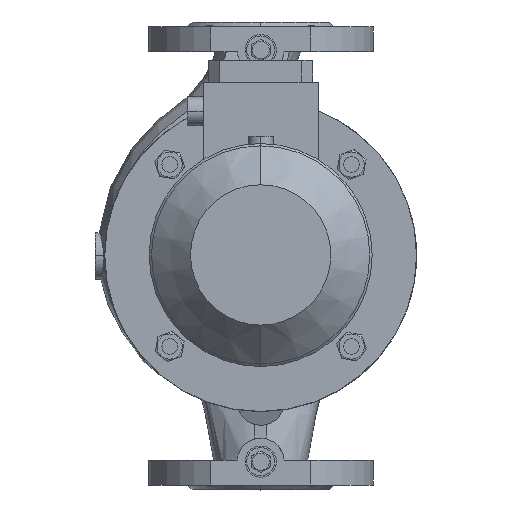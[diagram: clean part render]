
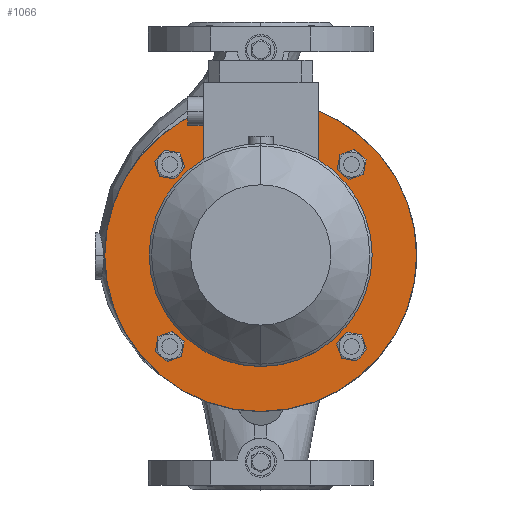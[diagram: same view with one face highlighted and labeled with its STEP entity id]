
A CAD part, top view. The second image highlights one B-rep face of the part: STEP entity #1066.
In plain terms, the highlighted planar face has unit normal (0, 0, 1).
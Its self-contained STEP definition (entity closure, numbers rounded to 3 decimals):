
#52 = CARTESIAN_POINT ( 'NONE',  ( -58.336, -58.336, 142. ) ) ;
#277 = DIRECTION ( 'NONE',  ( 0., 1., 0. ) ) ;
#1066 = ADVANCED_FACE ( 'NONE', ( #11004, #11385, #31157, #29189, #14545, #26414 ), #4808, .T. ) ;
#1186 = VERTEX_POINT ( 'NONE', #30429 ) ;
#1613 = EDGE_CURVE ( 'NONE', #30401, #27228, #8200, .T. ) ;
#1770 = CARTESIAN_POINT ( 'NONE',  ( 0., -70., 142. ) ) ;
#1820 = ORIENTED_EDGE ( 'NONE', *, *, #7847, .T. ) ;
#1974 = ORIENTED_EDGE ( 'NONE', *, *, #31153, .T. ) ;
#2172 = CARTESIAN_POINT ( 'NONE',  ( -58.336, -58.336, 142. ) ) ;
#2517 = CIRCLE ( 'NONE', #25838, 8.075 ) ;
#2543 = DIRECTION ( 'NONE',  ( 0., -1., 0. ) ) ;
#2613 = DIRECTION ( 'NONE',  ( 0., 0., -1. ) ) ;
#2693 = CARTESIAN_POINT ( 'NONE',  ( 0., 0., 142. ) ) ;
#3012 = AXIS2_PLACEMENT_3D ( 'NONE', #6610, #11567, #29263 ) ;
#3577 = CARTESIAN_POINT ( 'NONE',  ( -50.384, 56.934, 142. ) ) ;
#3819 = DIRECTION ( 'NONE',  ( 0., 0., -1. ) ) ;
#4808 = PLANE ( 'NONE',  #17513 ) ;
#4893 = CARTESIAN_POINT ( 'NONE',  ( 0., 0., 142. ) ) ;
#4989 = DIRECTION ( 'NONE',  ( 0., 1., 0. ) ) ;
#5096 = ORIENTED_EDGE ( 'NONE', *, *, #29060, .T. ) ;
#5218 = AXIS2_PLACEMENT_3D ( 'NONE', #30820, #15565, #23332 ) ;
#5390 = DIRECTION ( 'NONE',  ( 0., 0., -1. ) ) ;
#5550 = ORIENTED_EDGE ( 'NONE', *, *, #1613, .F. ) ;
#6333 = AXIS2_PLACEMENT_3D ( 'NONE', #24842, #9686, #27380 ) ;
#6342 = CARTESIAN_POINT ( 'NONE',  ( 58.336, -58.336, 142. ) ) ;
#6406 = EDGE_CURVE ( 'NONE', #21237, #23865, #11205, .T. ) ;
#6610 = CARTESIAN_POINT ( 'NONE',  ( 0., 0., 142. ) ) ;
#7220 = ORIENTED_EDGE ( 'NONE', *, *, #17551, .T. ) ;
#7377 = DIRECTION ( 'NONE',  ( 0., -1., 0. ) ) ;
#7461 = DIRECTION ( 'NONE',  ( 0., -1., 0. ) ) ;
#7681 = AXIS2_PLACEMENT_3D ( 'NONE', #17872, #5390, #2543 ) ;
#7847 = EDGE_CURVE ( 'NONE', #20389, #10727, #32491, .T. ) ;
#8200 = CIRCLE ( 'NONE', #15385, 100. ) ;
#8608 = VERTEX_POINT ( 'NONE', #30986 ) ;
#9253 = EDGE_LOOP ( 'NONE', ( #7220, #12102 ) ) ;
#9380 = EDGE_CURVE ( 'NONE', #8608, #16778, #26462, .T. ) ;
#9686 = DIRECTION ( 'NONE',  ( 0., 0., -1. ) ) ;
#10034 = ORIENTED_EDGE ( 'NONE', *, *, #11902, .T. ) ;
#10073 = EDGE_LOOP ( 'NONE', ( #15599, #5096 ) ) ;
#10615 = CARTESIAN_POINT ( 'NONE',  ( 50.384, -56.934, 142. ) ) ;
#10725 = EDGE_CURVE ( 'NONE', #1186, #26152, #20846, .T. ) ;
#10727 = VERTEX_POINT ( 'NONE', #10615 ) ;
#10838 = EDGE_LOOP ( 'NONE', ( #5550, #27367 ) ) ;
#10877 = ORIENTED_EDGE ( 'NONE', *, *, #18380, .T. ) ;
#11004 = FACE_BOUND ( 'NONE', #10073, .T. ) ;
#11043 = ORIENTED_EDGE ( 'NONE', *, *, #6406, .T. ) ;
#11205 = CIRCLE ( 'NONE', #3012, 70. ) ;
#11385 = FACE_BOUND ( 'NONE', #22273, .T. ) ;
#11567 = DIRECTION ( 'NONE',  ( 0., 0., -1. ) ) ;
#11577 = CIRCLE ( 'NONE', #6333, 8.075 ) ;
#11641 = CARTESIAN_POINT ( 'NONE',  ( -56.934, -50.384, 142. ) ) ;
#11872 = CARTESIAN_POINT ( 'NONE',  ( 66.289, -59.739, 142. ) ) ;
#11902 = EDGE_CURVE ( 'NONE', #23865, #21237, #31861, .T. ) ;
#11962 = VERTEX_POINT ( 'NONE', #18464 ) ;
#12044 = CARTESIAN_POINT ( 'NONE',  ( 0., 100., 142. ) ) ;
#12102 = ORIENTED_EDGE ( 'NONE', *, *, #9380, .T. ) ;
#13036 = DIRECTION ( 'NONE',  ( 0., 0., -1. ) ) ;
#14545 = FACE_BOUND ( 'NONE', #32444, .T. ) ;
#15385 = AXIS2_PLACEMENT_3D ( 'NONE', #4893, #25016, #4989 ) ;
#15461 = CIRCLE ( 'NONE', #28170, 8.075 ) ;
#15565 = DIRECTION ( 'NONE',  ( 0., 0., -1. ) ) ;
#15599 = ORIENTED_EDGE ( 'NONE', *, *, #10725, .T. ) ;
#16516 = DIRECTION ( 'NONE',  ( 0., -1., 0. ) ) ;
#16778 = VERTEX_POINT ( 'NONE', #3577 ) ;
#17436 = DIRECTION ( 'NONE',  ( 0., 0., -1. ) ) ;
#17513 = AXIS2_PLACEMENT_3D ( 'NONE', #30759, #18047, #17819 ) ;
#17551 = EDGE_CURVE ( 'NONE', #16778, #8608, #11577, .T. ) ;
#17819 = DIRECTION ( 'NONE',  ( 0., -1., 0. ) ) ;
#17872 = CARTESIAN_POINT ( 'NONE',  ( 58.336, -58.336, 142. ) ) ;
#18047 = DIRECTION ( 'NONE',  ( 0., 0., 1. ) ) ;
#18380 = EDGE_CURVE ( 'NONE', #11962, #30117, #15461, .T. ) ;
#18464 = CARTESIAN_POINT ( 'NONE',  ( -59.739, -66.289, 142. ) ) ;
#19441 = CIRCLE ( 'NONE', #27570, 8.075 ) ;
#20389 = VERTEX_POINT ( 'NONE', #11872 ) ;
#20574 = DIRECTION ( 'NONE',  ( 0., 0., -1. ) ) ;
#20846 = CIRCLE ( 'NONE', #5218, 8.075 ) ;
#21237 = VERTEX_POINT ( 'NONE', #30374 ) ;
#21743 = CARTESIAN_POINT ( 'NONE',  ( 59.739, 66.289, 142. ) ) ;
#22273 = EDGE_LOOP ( 'NONE', ( #23259, #1820 ) ) ;
#22762 = DIRECTION ( 'NONE',  ( 0., 0., -1. ) ) ;
#22978 = EDGE_LOOP ( 'NONE', ( #1974, #10877 ) ) ;
#23259 = ORIENTED_EDGE ( 'NONE', *, *, #28237, .T. ) ;
#23332 = DIRECTION ( 'NONE',  ( 0., -1., 0. ) ) ;
#23855 = CIRCLE ( 'NONE', #24955, 8.075 ) ;
#23865 = VERTEX_POINT ( 'NONE', #1770 ) ;
#24794 = EDGE_CURVE ( 'NONE', #27228, #30401, #31147, .T. ) ;
#24842 = CARTESIAN_POINT ( 'NONE',  ( -58.336, 58.336, 142. ) ) ;
#24955 = AXIS2_PLACEMENT_3D ( 'NONE', #6342, #3819, #16516 ) ;
#25016 = DIRECTION ( 'NONE',  ( 0., 0., -1. ) ) ;
#25515 = AXIS2_PLACEMENT_3D ( 'NONE', #27513, #17436, #32162 ) ;
#25838 = AXIS2_PLACEMENT_3D ( 'NONE', #30151, #22762, #7377 ) ;
#26152 = VERTEX_POINT ( 'NONE', #21743 ) ;
#26414 = FACE_OUTER_BOUND ( 'NONE', #10838, .T. ) ;
#26462 = CIRCLE ( 'NONE', #25515, 8.075 ) ;
#27228 = VERTEX_POINT ( 'NONE', #29292 ) ;
#27367 = ORIENTED_EDGE ( 'NONE', *, *, #24794, .F. ) ;
#27380 = DIRECTION ( 'NONE',  ( 0., -1., 0. ) ) ;
#27504 = AXIS2_PLACEMENT_3D ( 'NONE', #2693, #20574, #277 ) ;
#27513 = CARTESIAN_POINT ( 'NONE',  ( -58.336, 58.336, 142. ) ) ;
#27570 = AXIS2_PLACEMENT_3D ( 'NONE', #2172, #2613, #7461 ) ;
#28170 = AXIS2_PLACEMENT_3D ( 'NONE', #52, #13036, #30725 ) ;
#28237 = EDGE_CURVE ( 'NONE', #10727, #20389, #23855, .T. ) ;
#28865 = DIRECTION ( 'NONE',  ( 0., 1., 0. ) ) ;
#29060 = EDGE_CURVE ( 'NONE', #26152, #1186, #2517, .T. ) ;
#29189 = FACE_BOUND ( 'NONE', #9253, .T. ) ;
#29263 = DIRECTION ( 'NONE',  ( 0., 1., 0. ) ) ;
#29292 = CARTESIAN_POINT ( 'NONE',  ( 0., -100., 142. ) ) ;
#29580 = AXIS2_PLACEMENT_3D ( 'NONE', #30672, #30305, #28865 ) ;
#30117 = VERTEX_POINT ( 'NONE', #11641 ) ;
#30151 = CARTESIAN_POINT ( 'NONE',  ( 58.336, 58.336, 142. ) ) ;
#30305 = DIRECTION ( 'NONE',  ( 0., 0., -1. ) ) ;
#30374 = CARTESIAN_POINT ( 'NONE',  ( 0., 70., 142. ) ) ;
#30401 = VERTEX_POINT ( 'NONE', #12044 ) ;
#30429 = CARTESIAN_POINT ( 'NONE',  ( 56.934, 50.384, 142. ) ) ;
#30672 = CARTESIAN_POINT ( 'NONE',  ( 0., 0., 142. ) ) ;
#30725 = DIRECTION ( 'NONE',  ( 0., -1., 0. ) ) ;
#30759 = CARTESIAN_POINT ( 'NONE',  ( 0., 100., 142. ) ) ;
#30820 = CARTESIAN_POINT ( 'NONE',  ( 58.336, 58.336, 142. ) ) ;
#30986 = CARTESIAN_POINT ( 'NONE',  ( -66.289, 59.739, 142. ) ) ;
#31147 = CIRCLE ( 'NONE', #29580, 100. ) ;
#31153 = EDGE_CURVE ( 'NONE', #30117, #11962, #19441, .T. ) ;
#31157 = FACE_BOUND ( 'NONE', #22978, .T. ) ;
#31861 = CIRCLE ( 'NONE', #27504, 70. ) ;
#32162 = DIRECTION ( 'NONE',  ( 0., -1., 0. ) ) ;
#32444 = EDGE_LOOP ( 'NONE', ( #11043, #10034 ) ) ;
#32491 = CIRCLE ( 'NONE', #7681, 8.075 ) ;
